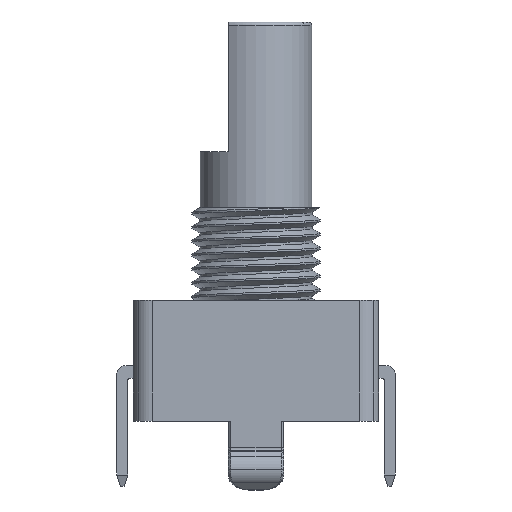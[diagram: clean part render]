
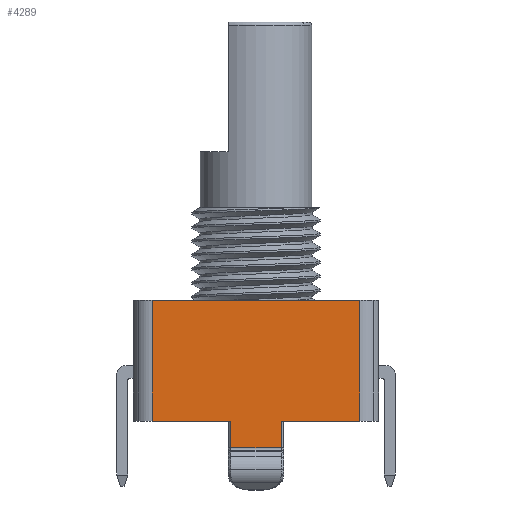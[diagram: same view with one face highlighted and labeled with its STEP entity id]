
A CAD part, front view. The second image highlights one B-rep face of the part: STEP entity #4289.
In plain terms, the highlighted planar face has unit normal (0, -1, 0).
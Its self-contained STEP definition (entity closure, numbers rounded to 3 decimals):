
#2545=CARTESIAN_POINT('',(1.35,-6.425,-0.527));
#2546=VERTEX_POINT('',#2545);
#2553=CARTESIAN_POINT('',(1.35,-6.425,-1.971));
#2554=VERTEX_POINT('',#2553);
#2555=CARTESIAN_POINT('',(1.35,-6.425,-0.527));
#2556=DIRECTION('',(-0.,-0.,-1.));
#2557=VECTOR('',#2556,1.444);
#2558=LINE('',#2555,#2557);
#2559=EDGE_CURVE('',#2546,#2554,#2558,.T.);
#3201=CARTESIAN_POINT('',(-1.35,-6.425,-0.527));
#3202=VERTEX_POINT('',#3201);
#3219=CARTESIAN_POINT('',(-1.35,-6.425,-1.971));
#3220=VERTEX_POINT('',#3219);
#3227=CARTESIAN_POINT('',(-1.35,-6.425,-1.971));
#3228=DIRECTION('',(0.,0.,1.));
#3229=VECTOR('',#3228,1.444);
#3230=LINE('',#3227,#3229);
#3231=EDGE_CURVE('',#3220,#3202,#3230,.T.);
#4236=CARTESIAN_POINT('',(-6.6,-6.425,-0.527));
#4237=DIRECTION('',(-0.,-1.,0.));
#4238=DIRECTION('',(1.,-0.,0.));
#4239=AXIS2_PLACEMENT_3D('',#4236,#4237,#4238);
#4240=PLANE('',#4239);
#4241=CARTESIAN_POINT('',(5.6,-6.425,-0.527));
#4242=VERTEX_POINT('',#4241);
#4243=CARTESIAN_POINT('',(5.6,-6.425,-0.527));
#4244=DIRECTION('',(-1.,0.,-0.));
#4245=VECTOR('',#4244,4.25);
#4246=LINE('',#4243,#4245);
#4247=EDGE_CURVE('',#4242,#2546,#4246,.T.);
#4248=ORIENTED_EDGE('',*,*,#4247,.F.);
#4249=CARTESIAN_POINT('',(5.6,-6.425,5.973));
#4250=VERTEX_POINT('',#4249);
#4251=CARTESIAN_POINT('',(5.6,-6.425,5.973));
#4252=DIRECTION('',(-0.,-0.,-1.));
#4253=VECTOR('',#4252,6.5);
#4254=LINE('',#4251,#4253);
#4255=EDGE_CURVE('',#4250,#4242,#4254,.T.);
#4256=ORIENTED_EDGE('',*,*,#4255,.F.);
#4257=CARTESIAN_POINT('',(-5.6,-6.425,5.973));
#4258=VERTEX_POINT('',#4257);
#4259=CARTESIAN_POINT('',(-5.6,-6.425,5.973));
#4260=DIRECTION('',(1.,-0.,0.));
#4261=VECTOR('',#4260,11.2);
#4262=LINE('',#4259,#4261);
#4263=EDGE_CURVE('',#4258,#4250,#4262,.T.);
#4264=ORIENTED_EDGE('',*,*,#4263,.F.);
#4265=CARTESIAN_POINT('',(-5.6,-6.425,-0.527));
#4266=VERTEX_POINT('',#4265);
#4267=CARTESIAN_POINT('',(-5.6,-6.425,-0.527));
#4268=DIRECTION('',(0.,0.,1.));
#4269=VECTOR('',#4268,6.5);
#4270=LINE('',#4267,#4269);
#4271=EDGE_CURVE('',#4266,#4258,#4270,.T.);
#4272=ORIENTED_EDGE('',*,*,#4271,.F.);
#4273=CARTESIAN_POINT('',(-1.35,-6.425,-0.527));
#4274=DIRECTION('',(-1.,0.,-0.));
#4275=VECTOR('',#4274,4.25);
#4276=LINE('',#4273,#4275);
#4277=EDGE_CURVE('',#3202,#4266,#4276,.T.);
#4278=ORIENTED_EDGE('',*,*,#4277,.F.);
#4279=ORIENTED_EDGE('',*,*,#3231,.F.);
#4280=CARTESIAN_POINT('',(1.35,-6.425,-1.971));
#4281=DIRECTION('',(-1.,0.,0.));
#4282=VECTOR('',#4281,2.699);
#4283=LINE('',#4280,#4282);
#4284=EDGE_CURVE('',#2554,#3220,#4283,.T.);
#4285=ORIENTED_EDGE('',*,*,#4284,.F.);
#4286=ORIENTED_EDGE('',*,*,#2559,.F.);
#4287=EDGE_LOOP('',(#4248,#4256,#4264,#4272,#4278,#4279,#4285,#4286));
#4288=FACE_BOUND('',#4287,.T.);
#4289=ADVANCED_FACE('',(#4288),#4240,.T.);
